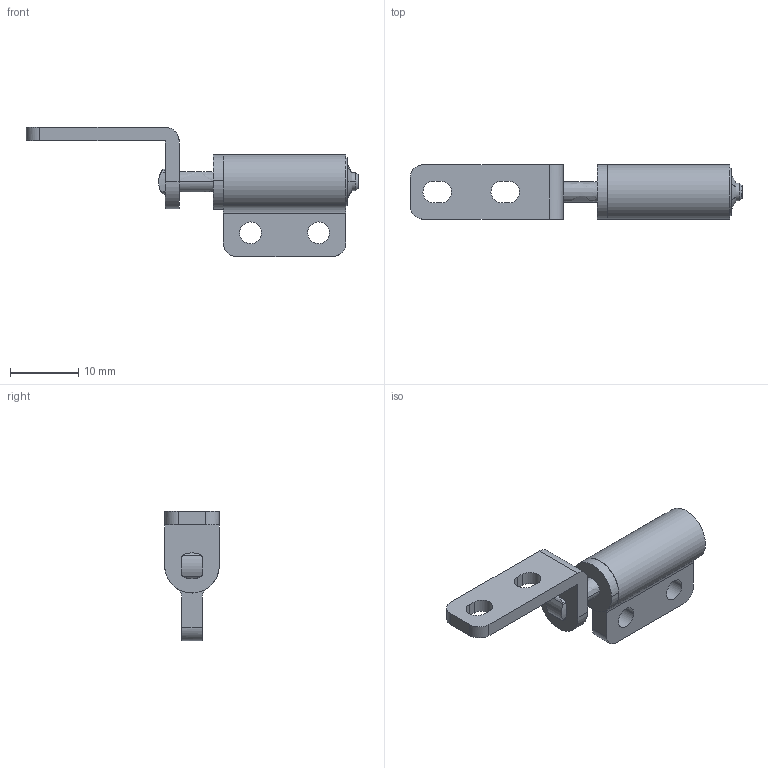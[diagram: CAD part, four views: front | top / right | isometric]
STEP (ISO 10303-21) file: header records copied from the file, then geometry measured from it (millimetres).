
FILE_DESCRIPTION((''),'2;1');
FILE_NAME('','2005-04-20T09:10:14',(''),(''),'','CADfix','');
FILE_SCHEMA(('AUTOMOTIVE_DESIGN'));
Length unit declared in the file: millimetre
Products named in the file (5): bracket; shaft; retainer; case; TH_134_4A_4203_36
Assembly tree (4 placements, depth 2):
  TH_134_4A_4203_36
    bracket
    shaft
    retainer
    case
Bounding box: 48.8 x 8 x 19 mm (x, y, z)
Volume: 1445.3 mm3; surface area: 2294.9 mm2
Topology: 4 solids, 4 shells, 117 faces, 333 edges, 228 vertices
Faces by surface type: bspline 117
Entity records: 4039 total; most frequent: CARTESIAN_POINT 2051, ORIENTED_EDGE 666, EDGE_CURVE 333, VERTEX_POINT 228, QUASI_UNIFORM_CURVE 171, EDGE_LOOP 135, FACE_OUTER_BOUND 117, ADVANCED_FACE 117
